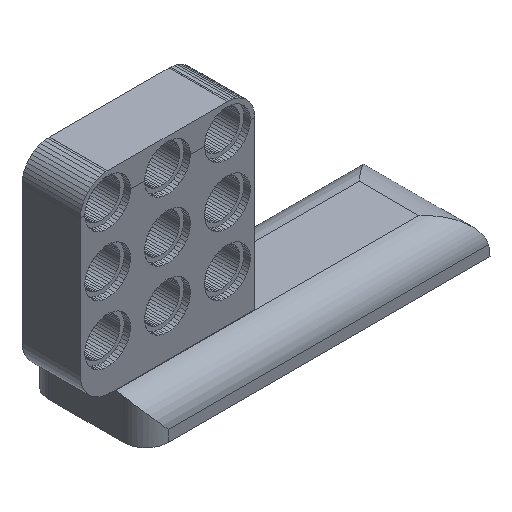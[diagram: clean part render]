
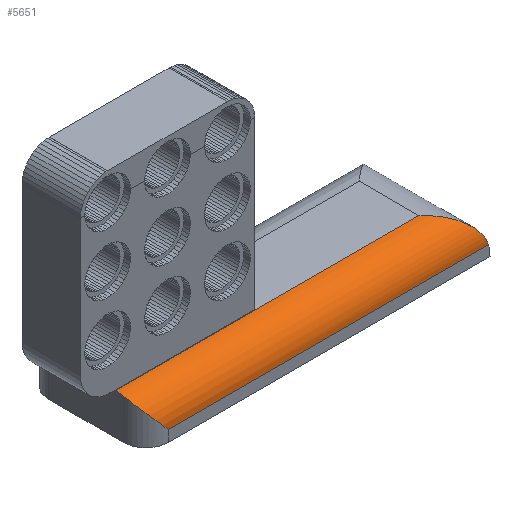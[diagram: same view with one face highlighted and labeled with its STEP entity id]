
A CAD part, isometric view. The second image highlights one B-rep face of the part: STEP entity #5651.
In plain terms, the highlighted cylindrical face has radius 4 mm (diameter 8 mm), a partial arc.
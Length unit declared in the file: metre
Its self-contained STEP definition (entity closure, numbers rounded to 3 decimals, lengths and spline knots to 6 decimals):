
#5651=ADVANCED_FACE('10:33719',(#11343),#11344,.T.);
#11343=FACE_OUTER_BOUND('',#17036,.T.);
#11344=CYLINDRICAL_SURFACE('',#17037,0.004);
#17036=EDGE_LOOP('',(#33807,#33808,#33809,#33810,#33811));
#17037=AXIS2_PLACEMENT_3D('',#33812,#33813,#33814);
#33807=ORIENTED_EDGE('',*,*,#40514,.F.);
#33808=ORIENTED_EDGE('',*,*,#40541,.T.);
#33809=ORIENTED_EDGE('',*,*,#40536,.T.);
#33810=ORIENTED_EDGE('',*,*,#40542,.T.);
#33811=ORIENTED_EDGE('',*,*,#40543,.T.);
#33812=CARTESIAN_POINT('',(0.,0.01172,0.041906));
#33813=DIRECTION('',(-1.0,0.0,0.0));
#33814=DIRECTION('',(0.0,-0.707,0.707));
#40514=EDGE_CURVE('17:2558',#49929,#49930,#49931,.T.);
#40536=EDGE_CURVE('15:9930',#49968,#49966,#49969,.T.);
#40541=EDGE_CURVE('10:13475',#49929,#49968,#49976,.T.);
#40542=EDGE_CURVE('10:33749',#49966,#49977,#49978,.T.);
#40543=EDGE_CURVE('15:9927',#49977,#49930,#49979,.T.);
#49929=VERTEX_POINT('',#63996);
#49930=VERTEX_POINT('',#63997);
#49931=B_SPLINE_CURVE_WITH_KNOTS('',3,(#63998,#63999,#64000,#64001,#64002,#64003,#64004,#64005,#64006,#64007,#64008,#64009,#64010,#64011,#64012,#64013,#64014,#64015,#64016,#64017,#64018),.UNSPECIFIED.,.F.,.F.,(4,1,1,1,1,1,1,1,1,1,1,1,1,1,1,1,1,1,4),(0.0,0.040387,0.078181,0.113383,0.145993,0.176011,0.203437,0.228271,0.250515,0.386187,0.504639,0.555587,0.671839,0.777577,0.82446,0.869994,0.914323,0.957602,1.0),.UNSPECIFIED.);
#49966=VERTEX_POINT('',#64102);
#49968=VERTEX_POINT('',#64105);
#49969=B_SPLINE_CURVE_WITH_KNOTS('',3,(#64106,#64107,#64108,#64109,#64110,#64111,#64112,#64113,#64114,#64115,#64116,#64117,#64118,#64119,#64120,#64121,#64122,#64123,#64124,#64125,#64126,#64127),.UNSPECIFIED.,.F.,.F.,(4,1,1,1,1,1,1,1,1,1,1,1,1,1,1,1,1,1,1,4),(0.0,0.02108,0.042369,0.063888,0.085656,0.107693,0.130019,0.152651,0.175607,0.198903,0.222556,0.328294,0.444499,0.573691,0.722886,0.763305,0.811225,0.866647,0.929572,1.0),.UNSPECIFIED.);
#49976=LINE('',#64135,#64136);
#49977=VERTEX_POINT('',#64137);
#49978=LINE('',#64138,#64139);
#49979=CIRCLE('',#64140,0.004);
#63996=CARTESIAN_POINT('',(-0.02,0.00772,0.041906));
#63997=CARTESIAN_POINT('',(-0.023,0.01072,0.045778));
#63998=CARTESIAN_POINT('',(-0.02,0.00772,0.041906));
#63999=CARTESIAN_POINT('',(-0.020055,0.007721,0.041968));
#64000=CARTESIAN_POINT('',(-0.02016,0.007723,0.04209));
#64001=CARTESIAN_POINT('',(-0.020313,0.007736,0.042267));
#64002=CARTESIAN_POINT('',(-0.020455,0.007754,0.042431));
#64003=CARTESIAN_POINT('',(-0.020586,0.007777,0.042582));
#64004=CARTESIAN_POINT('',(-0.020706,0.007804,0.042722));
#64005=CARTESIAN_POINT('',(-0.020815,0.007833,0.042849));
#64006=CARTESIAN_POINT('',(-0.020913,0.007862,0.042963));
#64007=CARTESIAN_POINT('',(-0.021153,0.007943,0.043243));
#64008=CARTESIAN_POINT('',(-0.021508,0.008108,0.04366));
#64009=CARTESIAN_POINT('',(-0.021876,0.008368,0.044102));
#64010=CARTESIAN_POINT('',(-0.022196,0.008664,0.044499));
#64011=CARTESIAN_POINT('',(-0.022477,0.008998,0.044858));
#64012=CARTESIAN_POINT('',(-0.022704,0.009398,0.045173));
#64013=CARTESIAN_POINT('',(-0.022835,0.009728,0.045378));
#64014=CARTESIAN_POINT('',(-0.022908,0.009969,0.045505));
#64015=CARTESIAN_POINT('',(-0.022961,0.010216,0.045615));
#64016=CARTESIAN_POINT('',(-0.022994,0.010466,0.045707));
#64017=CARTESIAN_POINT('',(-0.022998,0.010636,0.045755));
#64018=CARTESIAN_POINT('',(-0.023,0.01072,0.045778));
#64102=CARTESIAN_POINT('',(0.0175,0.01172,0.045906));
#64105=CARTESIAN_POINT('',(0.022792,0.00772,0.041906));
#64106=CARTESIAN_POINT('',(0.022792,0.00772,0.041906));
#64107=CARTESIAN_POINT('',(0.022775,0.007721,0.041962));
#64108=CARTESIAN_POINT('',(0.022742,0.007722,0.042074));
#64109=CARTESIAN_POINT('',(0.022685,0.007733,0.042242));
#64110=CARTESIAN_POINT('',(0.022623,0.007751,0.042409));
#64111=CARTESIAN_POINT('',(0.022555,0.007776,0.042576));
#64112=CARTESIAN_POINT('',(0.022481,0.007807,0.042741));
#64113=CARTESIAN_POINT('',(0.022401,0.007846,0.042904));
#64114=CARTESIAN_POINT('',(0.022315,0.007891,0.043066));
#64115=CARTESIAN_POINT('',(0.022223,0.007943,0.043225));
#64116=CARTESIAN_POINT('',(0.022126,0.008002,0.043383));
#64117=CARTESIAN_POINT('',(0.021904,0.008142,0.043715));
#64118=CARTESIAN_POINT('',(0.021508,0.008418,0.044202));
#64119=CARTESIAN_POINT('',(0.020878,0.0089,0.044775));
#64120=CARTESIAN_POINT('',(0.020114,0.009513,0.045274));
#64121=CARTESIAN_POINT('',(0.019467,0.010053,0.045556));
#64122=CARTESIAN_POINT('',(0.018975,0.010466,0.045706));
#64123=CARTESIAN_POINT('',(0.018676,0.010718,0.045781));
#64124=CARTESIAN_POINT('',(0.018327,0.011014,0.045847));
#64125=CARTESIAN_POINT('',(0.01793,0.011353,0.045896));
#64126=CARTESIAN_POINT('',(0.017649,0.011593,0.045902));
#64127=CARTESIAN_POINT('',(0.0175,0.01172,0.045906));
#64135=CARTESIAN_POINT('',(0.,0.00772,0.041906));
#64136=VECTOR('',#68724,1.0);
#64137=CARTESIAN_POINT('',(-0.023,0.01172,0.045906));
#64138=CARTESIAN_POINT('',(0.,0.01172,0.045906));
#64139=VECTOR('',#68725,1.0);
#64140=AXIS2_PLACEMENT_3D('',#68726,#68727,#68728);
#68724=DIRECTION('',(1.0,0.0,0.0));
#68725=DIRECTION('',(-1.0,0.0,0.0));
#68726=CARTESIAN_POINT('',(-0.023,0.01172,0.041906));
#68727=DIRECTION('',(1.0,0.0,0.0));
#68728=DIRECTION('',(0.0,-0.707,0.707));
